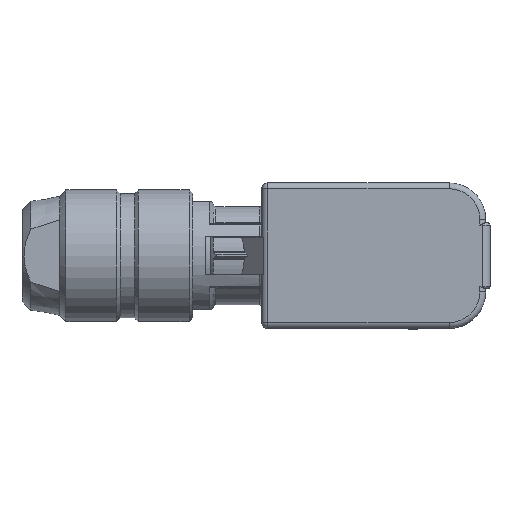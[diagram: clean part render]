
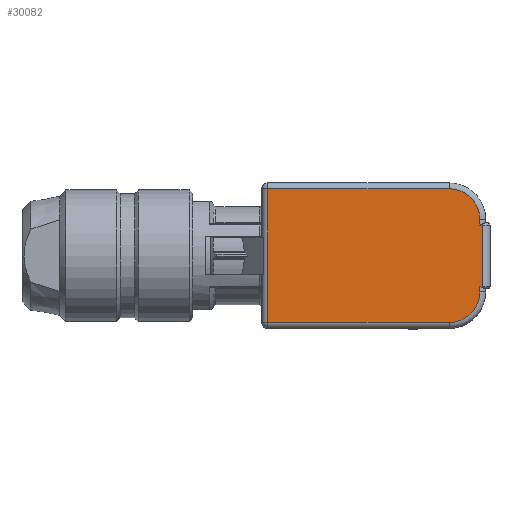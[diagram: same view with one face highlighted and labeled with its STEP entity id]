
A CAD part, top view. The second image highlights one B-rep face of the part: STEP entity #30082.
In plain terms, the highlighted planar face has unit normal (0, 0, 1).
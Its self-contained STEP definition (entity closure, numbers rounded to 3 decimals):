
#9562=DIRECTION('',(0.,-1.,0.));
#9563=VECTOR('',#9562,0.8);
#9564=CARTESIAN_POINT('',(9.2,5.,23.8));
#9565=LINE('',#9564,#9563);
#9586=DIRECTION('',(1.,0.,0.));
#9587=VECTOR('',#9586,0.3);
#9588=CARTESIAN_POINT('',(9.2,4.2,23.8));
#9589=LINE('',#9588,#9587);
#9832=DIRECTION('',(0.,-1.,0.));
#9833=VECTOR('',#9832,0.8);
#9834=CARTESIAN_POINT('',(9.2,-4.2,23.8));
#9835=LINE('',#9834,#9833);
#9839=DIRECTION('',(-1.,0.,0.));
#9840=VECTOR('',#9839,0.3);
#9841=CARTESIAN_POINT('',(9.5,-4.2,23.8));
#9842=LINE('',#9841,#9840);
#9846=CARTESIAN_POINT('',(5.,-5.,23.8));
#9847=DIRECTION('',(0.,0.,1.));
#9848=DIRECTION('',(0.,-1.,0.));
#9849=AXIS2_PLACEMENT_3D('',#9846,#9847,#9848);
#9854=CARTESIAN_POINT('',(5.,5.,23.8));
#9855=DIRECTION('',(0.,0.,1.));
#9856=DIRECTION('',(1.,0.,0.));
#9857=AXIS2_PLACEMENT_3D('',#9854,#9855,#9856);
#10201=DIRECTION('',(0.,1.,0.));
#10202=VECTOR('',#10201,18.4);
#10203=CARTESIAN_POINT('',(-20.,-9.2,23.8));
#10204=LINE('',#10203,#10202);
#10261=DIRECTION('',(-1.,0.,0.));
#10262=VECTOR('',#10261,25.);
#10263=CARTESIAN_POINT('',(5.,-9.2,23.8));
#10264=LINE('',#10263,#10262);
#10493=DIRECTION('',(1.,0.,0.));
#10494=VECTOR('',#10493,25.);
#10495=CARTESIAN_POINT('',(-20.,9.2,23.8));
#10496=LINE('',#10495,#10494);
#12582=DIRECTION('',(0.,-1.,0.));
#12583=VECTOR('',#12582,8.4);
#12584=CARTESIAN_POINT('',(9.5,4.2,23.8));
#12585=LINE('',#12584,#12583);
#22486=CARTESIAN_POINT('',(9.2,-4.2,23.8));
#22487=CARTESIAN_POINT('',(9.2,-5.,23.8));
#22488=VERTEX_POINT('',#22486);
#22489=VERTEX_POINT('',#22487);
#22490=CARTESIAN_POINT('',(9.5,-4.2,23.8));
#22491=VERTEX_POINT('',#22490);
#22492=CARTESIAN_POINT('',(9.5,4.2,23.8));
#22493=VERTEX_POINT('',#22492);
#22494=CARTESIAN_POINT('',(9.2,4.2,23.8));
#22495=VERTEX_POINT('',#22494);
#22496=CARTESIAN_POINT('',(9.2,5.,23.8));
#22497=VERTEX_POINT('',#22496);
#22498=CARTESIAN_POINT('',(5.,9.2,23.8));
#22499=VERTEX_POINT('',#22498);
#22500=CARTESIAN_POINT('',(-20.,9.2,23.8));
#22501=VERTEX_POINT('',#22500);
#22502=CARTESIAN_POINT('',(-20.,-9.2,23.8));
#22503=VERTEX_POINT('',#22502);
#22504=CARTESIAN_POINT('',(5.,-9.2,23.8));
#22505=VERTEX_POINT('',#22504);
#30059=CARTESIAN_POINT('',(8.9,4.5,23.8));
#30060=DIRECTION('',(0.,0.,1.));
#30061=DIRECTION('',(-1.,0.,0.));
#30062=AXIS2_PLACEMENT_3D('',#30059,#30060,#30061);
#30063=PLANE('',#30062);
#30064=ORIENTED_EDGE('',*,*,#30041,.T.);
#30066=ORIENTED_EDGE('',*,*,#30065,.F.);
#30068=ORIENTED_EDGE('',*,*,#30067,.T.);
#30070=ORIENTED_EDGE('',*,*,#30069,.T.);
#30072=ORIENTED_EDGE('',*,*,#30071,.T.);
#30074=ORIENTED_EDGE('',*,*,#30073,.F.);
#30075=ORIENTED_EDGE('',*,*,#29854,.T.);
#30076=ORIENTED_EDGE('',*,*,#29873,.T.);
#30078=ORIENTED_EDGE('',*,*,#30077,.T.);
#30079=ORIENTED_EDGE('',*,*,#30051,.T.);
#30080=EDGE_LOOP('',(#30064,#30066,#30068,#30070,#30072,#30074,#30075,#30076,
#30078,#30079));
#30081=FACE_OUTER_BOUND('',#30080,.F.);
#30082=ADVANCED_FACE('',(#30081),#30063,.T.);
#9850=CIRCLE('',#9849,4.2);
#9858=CIRCLE('',#9857,4.2);
#29854=EDGE_CURVE('',#22497,#22495,#9565,.T.);
#29873=EDGE_CURVE('',#22495,#22493,#9589,.T.);
#30041=EDGE_CURVE('',#22488,#22489,#9835,.T.);
#30051=EDGE_CURVE('',#22491,#22488,#9842,.T.);
#30065=EDGE_CURVE('',#22505,#22489,#9850,.T.);
#30067=EDGE_CURVE('',#22505,#22503,#10264,.T.);
#30069=EDGE_CURVE('',#22503,#22501,#10204,.T.);
#30071=EDGE_CURVE('',#22501,#22499,#10496,.T.);
#30073=EDGE_CURVE('',#22497,#22499,#9858,.T.);
#30077=EDGE_CURVE('',#22493,#22491,#12585,.T.);
